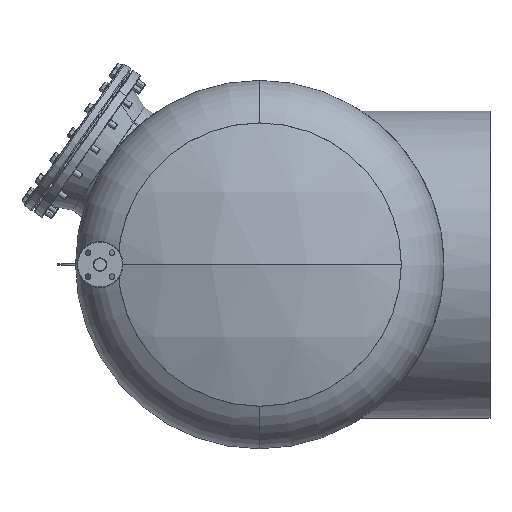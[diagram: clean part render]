
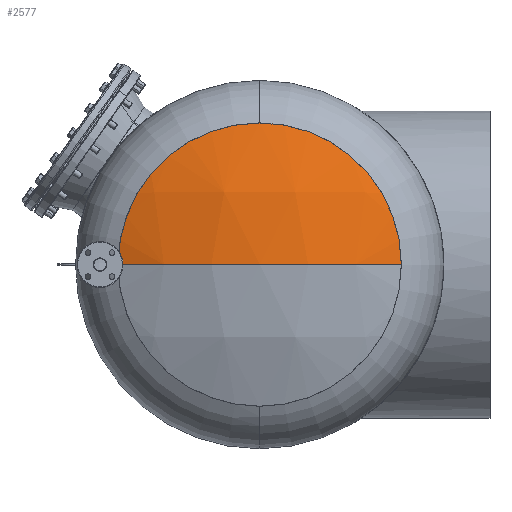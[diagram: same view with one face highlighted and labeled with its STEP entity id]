
A CAD part, left-side view. The second image highlights one B-rep face of the part: STEP entity #2577.
In plain terms, the highlighted spherical face has radius 1200 mm.
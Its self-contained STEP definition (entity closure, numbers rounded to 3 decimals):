
#1475 = CIRCLE ( 'NONE', #10023, 1200. ) ;
#2008 = SPHERICAL_SURFACE ( 'NONE', #2515, 1200. ) ;
#2432 = CARTESIAN_POINT ( 'NONE',  ( -175., 0., 0. ) ) ;
#2491 = EDGE_CURVE ( 'NONE', #24824, #33744, #9737, .T. ) ;
#2515 = AXIS2_PLACEMENT_3D ( 'NONE', #2432, #33423, #20919 ) ;
#2577 = ADVANCED_FACE ( 'NONE', ( #17161 ), #2008, .T. ) ;
#3162 = CARTESIAN_POINT ( 'NONE',  ( -175., 0., 0. ) ) ;
#4570 = EDGE_CURVE ( 'NONE', #41122, #24824, #15981, .T. ) ;
#5945 = CARTESIAN_POINT ( 'NONE',  ( -1282.692, -461.538, 0. ) ) ;
#8303 = EDGE_CURVE ( 'NONE', #27087, #33744, #1475, .T. ) ;
#8928 = DIRECTION ( 'NONE',  ( 0., 1., 0. ) ) ;
#8929 = CARTESIAN_POINT ( 'NONE',  ( -1282.692, 0., 0. ) ) ;
#9258 = CARTESIAN_POINT ( 'NONE',  ( -175., 0., 0. ) ) ;
#9737 = CIRCLE ( 'NONE', #25724, 1200. ) ;
#10023 = AXIS2_PLACEMENT_3D ( 'NONE', #3162, #28318, #8928 ) ;
#11249 = ORIENTED_EDGE ( 'NONE', *, *, #8303, .F. ) ;
#11618 = AXIS2_PLACEMENT_3D ( 'NONE', #8929, #27898, #15388 ) ;
#15388 = DIRECTION ( 'NONE',  ( 0., 0., 1. ) ) ;
#15981 = CIRCLE ( 'NONE', #30634, 461.538 ) ;
#17161 = FACE_OUTER_BOUND ( 'NONE', #38501, .T. ) ;
#20919 = DIRECTION ( 'NONE',  ( 0., 1., 0. ) ) ;
#23220 = CARTESIAN_POINT ( 'NONE',  ( -1282.692, 461.538, 0. ) ) ;
#24824 = VERTEX_POINT ( 'NONE', #23220 ) ;
#25724 = AXIS2_PLACEMENT_3D ( 'NONE', #9258, #31950, #38503 ) ;
#27087 = VERTEX_POINT ( 'NONE', #5945 ) ;
#27898 = DIRECTION ( 'NONE',  ( -1., 0., 0. ) ) ;
#28318 = DIRECTION ( 'NONE',  ( 0., 0., -1. ) ) ;
#30634 = AXIS2_PLACEMENT_3D ( 'NONE', #38215, #35023, #38411 ) ;
#31950 = DIRECTION ( 'NONE',  ( 0., 0., 1. ) ) ;
#32926 = EDGE_CURVE ( 'NONE', #27087, #41122, #37631, .T. ) ;
#33423 = DIRECTION ( 'NONE',  ( 0., 0., -1. ) ) ;
#33643 = ORIENTED_EDGE ( 'NONE', *, *, #32926, .T. ) ;
#33744 = VERTEX_POINT ( 'NONE', #38590 ) ;
#35023 = DIRECTION ( 'NONE',  ( -1., 0., 0. ) ) ;
#37631 = CIRCLE ( 'NONE', #11618, 461.538 ) ;
#37640 = CARTESIAN_POINT ( 'NONE',  ( -1282.692, 0., 461.538 ) ) ;
#38215 = CARTESIAN_POINT ( 'NONE',  ( -1282.692, 0., 0. ) ) ;
#38411 = DIRECTION ( 'NONE',  ( 0., 0., 1. ) ) ;
#38501 = EDGE_LOOP ( 'NONE', ( #11249, #33643, #40512, #40831 ) ) ;
#38503 = DIRECTION ( 'NONE',  ( 1., 0., 0. ) ) ;
#38590 = CARTESIAN_POINT ( 'NONE',  ( -1375., 0., 0. ) ) ;
#40512 = ORIENTED_EDGE ( 'NONE', *, *, #4570, .T. ) ;
#40831 = ORIENTED_EDGE ( 'NONE', *, *, #2491, .T. ) ;
#41122 = VERTEX_POINT ( 'NONE', #37640 ) ;
